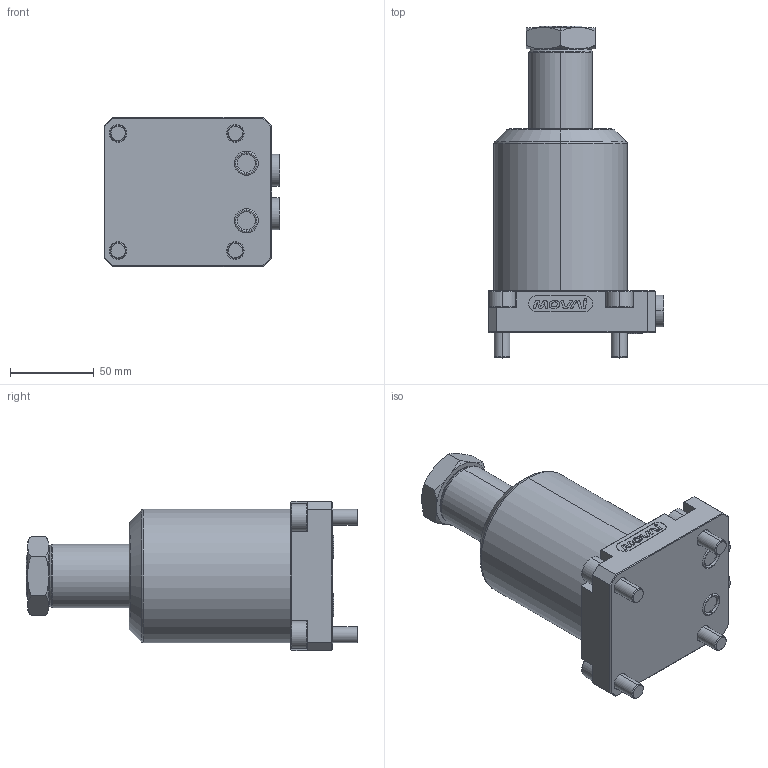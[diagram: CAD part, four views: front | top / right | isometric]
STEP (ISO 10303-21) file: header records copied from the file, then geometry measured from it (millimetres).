
FILE_DESCRIPTION (( 'STEP AP214' ), '1' );
FILE_NAME ('MVI-FI553833-LZZ.step', '2023-11-02T18:08:06', ( '' ), ( '' ), 'SwSTEP 2.0', 'SolidWorks 2020', '' );
FILE_SCHEMA (( 'AUTOMOTIVE_DESIGN' ));
Length unit declared in the file: millimetre
Products named in the file (1): MVI-FI553833-LZZ
Bounding box: 105 x 198.05 x 89 mm (x, y, z)
Volume: 721021.9 mm3; surface area: 85439.1 mm2
Topology: 7 solids, 9 shells, 378 faces, 901 edges, 578 vertices
Faces by surface type: plane 181, cylinder 89, bspline 38, torus 36, cone 34
Entity records: 16420 total; most frequent: CARTESIAN_POINT 5464, ORIENTED_EDGE 1802, DIRECTION 1733, EDGE_CURVE 901, AXIS2_PLACEMENT_3D 615, VERTEX_POINT 578, VECTOR 503, LINE 503
